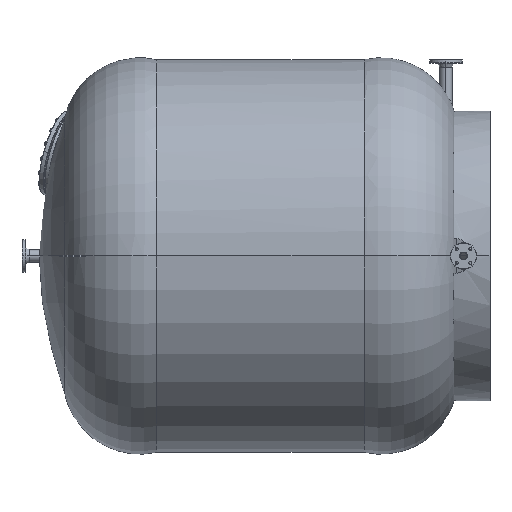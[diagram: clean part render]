
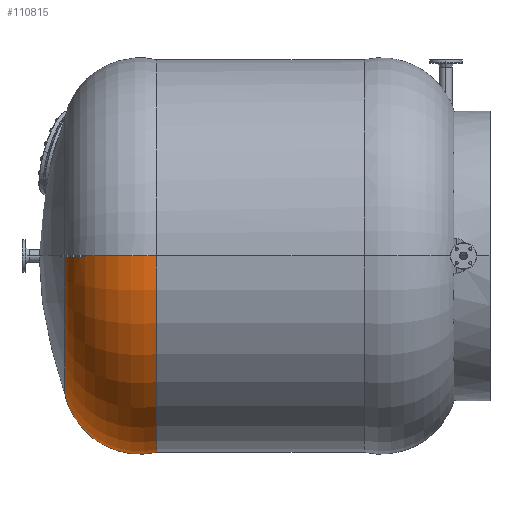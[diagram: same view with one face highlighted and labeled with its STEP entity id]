
A CAD part, left-side view. The second image highlights one B-rep face of the part: STEP entity #110815.
In plain terms, the highlighted toroidal (fillet/blend) face has major radius 687.5 mm and minor radius 435 mm.
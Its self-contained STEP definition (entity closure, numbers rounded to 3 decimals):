
#967 = DIRECTION ( 'NONE',  ( 0.976, -0.218, 0. ) ) ;
#1135 = CARTESIAN_POINT ( 'NONE',  ( 850., 2407.732, -849.999 ) ) ;
#2266 = EDGE_CURVE ( 'NONE', #65816, #29168, #114202, .T. ) ;
#3301 = CARTESIAN_POINT ( 'NONE',  ( -11.933, 2381.458, -853.999 ) ) ;
#3500 = AXIS2_PLACEMENT_3D ( 'NONE', #1135, #81520, #63723 ) ;
#3574 = AXIS2_PLACEMENT_3D ( 'NONE', #35610, #117788, #71971 ) ;
#4279 = DIRECTION ( 'NONE',  ( 0., 0., -1. ) ) ;
#4339 = CARTESIAN_POINT ( 'NONE',  ( 1711.933, 2381.458, -853.999 ) ) ;
#6281 = EDGE_CURVE ( 'NONE', #42106, #20768, #66863, .T. ) ;
#6966 = CARTESIAN_POINT ( 'NONE',  ( 1085.975, 1136.654, -849.999 ) ) ;
#8896 = VERTEX_POINT ( 'NONE', #41880 ) ;
#9286 = CIRCLE ( 'NONE', #3574, 435. ) ;
#9915 = EDGE_CURVE ( 'NONE', #75623, #84995, #77985, .T. ) ;
#10075 = CARTESIAN_POINT ( 'NONE',  ( 1844.22, 2291.419, -853.999 ) ) ;
#13814 = CARTESIAN_POINT ( 'NONE',  ( -11.935, 2381.461, -849.999 ) ) ;
#16768 = DIRECTION ( 'NONE',  ( 1., 0., 0. ) ) ;
#17065 = ORIENTED_EDGE ( 'NONE', *, *, #6281, .F. ) ;
#19013 = AXIS2_PLACEMENT_3D ( 'NONE', #96137, #106827, #25279 ) ;
#19043 = VERTEX_POINT ( 'NONE', #96110 ) ;
#20768 = VERTEX_POINT ( 'NONE', #22070 ) ;
#21068 = CARTESIAN_POINT ( 'NONE',  ( 1711.934, 2381.46, -851.332 ) ) ;
#21085 = EDGE_CURVE ( 'NONE', #19043, #8896, #115789, .T. ) ;
#21110 =( BOUNDED_CURVE ( )  B_SPLINE_CURVE ( 3, ( #3301, #39703, #21802, #94414 ),
 .UNSPECIFIED., .F., .T. ) 
 B_SPLINE_CURVE_WITH_KNOTS ( ( 4, 4 ),
 ( 2.476, 2.846 ),
 .UNSPECIFIED. ) 
 CURVE ( )  GEOMETRIC_REPRESENTATION_ITEM ( )  RATIONAL_B_SPLINE_CURVE ( ( 1., 0.989, 0.989, 1. ) ) 
 REPRESENTATION_ITEM ( '' )  );
#21802 = CARTESIAN_POINT ( 'NONE',  ( -105.962, 2329.463, -853.999 ) ) ;
#22070 = CARTESIAN_POINT ( 'NONE',  ( 1844.223, 2291.424, -849.999 ) ) ;
#22218 = EDGE_CURVE ( 'NONE', #29168, #75623, #21110, .T. ) ;
#22227 = DIRECTION ( 'NONE',  ( 0., 1., 0. ) ) ;
#23179 = ORIENTED_EDGE ( 'NONE', *, *, #105440, .T. ) ;
#24346 = AXIS2_PLACEMENT_3D ( 'NONE', #46370, #75441, #109419 ) ;
#24745 = CARTESIAN_POINT ( 'NONE',  ( -11.933, 2381.458, -853.999 ) ) ;
#25279 = DIRECTION ( 'NONE',  ( -0.549, 0.836, -0.003 ) ) ;
#26975 = CIRCLE ( 'NONE', #103048, 435. ) ;
#28570 = CARTESIAN_POINT ( 'NONE',  ( 1711.933, 2381.458, -853.999 ) ) ;
#28755 = CARTESIAN_POINT ( 'NONE',  ( -144.223, 2291.424, -849.999 ) ) ;
#29168 = VERTEX_POINT ( 'NONE', #24745 ) ;
#32969 = ORIENTED_EDGE ( 'NONE', *, *, #36040, .T. ) ;
#34765 = TOROIDAL_SURFACE ( 'NONE', #74703, 687.5, 435. ) ;
#35189 = ORIENTED_EDGE ( 'NONE', *, *, #111494, .T. ) ;
#35603 = B_SPLINE_CURVE_WITH_KNOTS ( 'NONE', 3,
 ( #4339, #103225, #21068, #113346 ),
 .UNSPECIFIED., .F., .F.,
 ( 4, 4 ),
 ( 0., 1. ),
 .UNSPECIFIED. ) ;
#35610 = CARTESIAN_POINT ( 'NONE',  ( 1537.5, 1982.967, -849.999 ) ) ;
#36040 = EDGE_CURVE ( 'NONE', #41894, #84995, #41552, .T. ) ;
#39703 = CARTESIAN_POINT ( 'NONE',  ( -61.359, 2359.821, -853.999 ) ) ;
#40292 =( BOUNDED_CURVE ( )  B_SPLINE_CURVE ( 3, ( #10075, #110712, #45891, #28570 ),
 .UNSPECIFIED., .F., .T. ) 
 B_SPLINE_CURVE_WITH_KNOTS ( ( 4, 4 ),
 ( 0.256, 0.626 ),
 .UNSPECIFIED. ) 
 CURVE ( )  GEOMETRIC_REPRESENTATION_ITEM ( )  RATIONAL_B_SPLINE_CURVE ( ( 1., 0.989, 0.989, 1. ) ) 
 REPRESENTATION_ITEM ( '' )  );
#40685 = DIRECTION ( 'NONE',  ( -0.401, 0.916, 0. ) ) ;
#41552 = CIRCLE ( 'NONE', #24346, 435. ) ;
#41880 = CARTESIAN_POINT ( 'NONE',  ( 68.695, 2407.732, -849.999 ) ) ;
#41894 = VERTEX_POINT ( 'NONE', #80223 ) ;
#42106 = VERTEX_POINT ( 'NONE', #102785 ) ;
#43262 = CARTESIAN_POINT ( 'NONE',  ( -144.22, 2291.419, -853.999 ) ) ;
#43902 = CARTESIAN_POINT ( 'NONE',  ( 1844.22, 2291.419, -853.999 ) ) ;
#45891 = CARTESIAN_POINT ( 'NONE',  ( 1761.359, 2359.821, -853.999 ) ) ;
#46370 = CARTESIAN_POINT ( 'NONE',  ( 162.5, 1982.967, -849.999 ) ) ;
#47381 = EDGE_CURVE ( 'NONE', #110413, #76838, #40292, .T. ) ;
#50198 = CARTESIAN_POINT ( 'NONE',  ( -11.933, 2381.459, -852.666 ) ) ;
#50274 = DIRECTION ( 'NONE',  ( 1., 0., 0. ) ) ;
#51354 = ORIENTED_EDGE ( 'NONE', *, *, #102923, .F. ) ;
#52218 = ORIENTED_EDGE ( 'NONE', *, *, #21085, .F. ) ;
#53492 = AXIS2_PLACEMENT_3D ( 'NONE', #111692, #55789, #967 ) ;
#55789 = DIRECTION ( 'NONE',  ( 0., 0., 1. ) ) ;
#58932 = CIRCLE ( 'NONE', #77912, 1381.461 ) ;
#60040 = DIRECTION ( 'NONE',  ( 0.549, 0.836, 0. ) ) ;
#63406 = ORIENTED_EDGE ( 'NONE', *, *, #63980, .F. ) ;
#63608 = AXIS2_PLACEMENT_3D ( 'NONE', #68714, #22227, #50274 ) ;
#63723 = DIRECTION ( 'NONE',  ( 1., 0., 0. ) ) ;
#63980 = EDGE_CURVE ( 'NONE', #20768, #110413, #58932, .T. ) ;
#65186 = CARTESIAN_POINT ( 'NONE',  ( -11.935, 2381.461, -849.999 ) ) ;
#65816 = VERTEX_POINT ( 'NONE', #65186 ) ;
#66118 = ORIENTED_EDGE ( 'NONE', *, *, #2266, .F. ) ;
#66863 = CIRCLE ( 'NONE', #53492, 435. ) ;
#68042 = CARTESIAN_POINT ( 'NONE',  ( -11.933, 2381.458, -853.999 ) ) ;
#68318 = CARTESIAN_POINT ( 'NONE',  ( 1711.935, 2381.461, -849.999 ) ) ;
#68714 = CARTESIAN_POINT ( 'NONE',  ( 850., 1887.968, -849.999 ) ) ;
#71971 = DIRECTION ( 'NONE',  ( 0.401, 0.916, 0. ) ) ;
#72273 = ORIENTED_EDGE ( 'NONE', *, *, #22218, .F. ) ;
#73105 = ORIENTED_EDGE ( 'NONE', *, *, #94240, .F. ) ;
#74377 = EDGE_LOOP ( 'NONE', ( #63406, #17065, #35189, #32969, #106606, #72273, #66118, #23179, #52218, #51354, #73105, #99790 ) ) ;
#74703 = AXIS2_PLACEMENT_3D ( 'NONE', #90023, #108484, #16768 ) ;
#75441 = DIRECTION ( 'NONE',  ( 0., 0., -1. ) ) ;
#75623 = VERTEX_POINT ( 'NONE', #43262 ) ;
#76838 = VERTEX_POINT ( 'NONE', #109614 ) ;
#77912 = AXIS2_PLACEMENT_3D ( 'NONE', #6966, #105254, #60040 ) ;
#77985 = CIRCLE ( 'NONE', #19013, 1381.461 ) ;
#80223 = CARTESIAN_POINT ( 'NONE',  ( -262., 1887.968, -849.999 ) ) ;
#81520 = DIRECTION ( 'NONE',  ( 0., 1., 0. ) ) ;
#84995 = VERTEX_POINT ( 'NONE', #28755 ) ;
#85868 = CARTESIAN_POINT ( 'NONE',  ( 162.5, 1982.967, -849.999 ) ) ;
#86430 = CARTESIAN_POINT ( 'NONE',  ( -11.934, 2381.46, -851.332 ) ) ;
#90023 = CARTESIAN_POINT ( 'NONE',  ( 850., 1982.967, -849.999 ) ) ;
#94240 = EDGE_CURVE ( 'NONE', #76838, #103386, #35603, .T. ) ;
#94414 = CARTESIAN_POINT ( 'NONE',  ( -144.22, 2291.419, -853.999 ) ) ;
#96110 = CARTESIAN_POINT ( 'NONE',  ( 1631.305, 2407.732, -849.999 ) ) ;
#96137 = CARTESIAN_POINT ( 'NONE',  ( 614.025, 1136.654, -849.999 ) ) ;
#98945 = FACE_OUTER_BOUND ( 'NONE', #74377, .T. ) ;
#99790 = ORIENTED_EDGE ( 'NONE', *, *, #47381, .F. ) ;
#102785 = CARTESIAN_POINT ( 'NONE',  ( 1962., 1887.968, -849.999 ) ) ;
#102923 = EDGE_CURVE ( 'NONE', #103386, #19043, #9286, .T. ) ;
#103048 = AXIS2_PLACEMENT_3D ( 'NONE', #85868, #4279, #40685 ) ;
#103225 = CARTESIAN_POINT ( 'NONE',  ( 1711.933, 2381.459, -852.666 ) ) ;
#103386 = VERTEX_POINT ( 'NONE', #68318 ) ;
#105254 = DIRECTION ( 'NONE',  ( -0.836, 0.549, 0. ) ) ;
#105440 = EDGE_CURVE ( 'NONE', #65816, #8896, #26975, .T. ) ;
#106606 = ORIENTED_EDGE ( 'NONE', *, *, #9915, .F. ) ;
#106827 = DIRECTION ( 'NONE',  ( 0.836, 0.549, 0. ) ) ;
#108484 = DIRECTION ( 'NONE',  ( 0., 1., 0. ) ) ;
#109419 = DIRECTION ( 'NONE',  ( -0.976, -0.218, 0. ) ) ;
#109614 = CARTESIAN_POINT ( 'NONE',  ( 1711.933, 2381.458, -853.999 ) ) ;
#110413 = VERTEX_POINT ( 'NONE', #43902 ) ;
#110712 = CARTESIAN_POINT ( 'NONE',  ( 1805.962, 2329.463, -853.999 ) ) ;
#110815 = ADVANCED_FACE ( 'NONE', ( #98945 ), #34765, .T. ) ;
#111084 = CIRCLE ( 'NONE', #63608, 1112. ) ;
#111494 = EDGE_CURVE ( 'NONE', #42106, #41894, #111084, .T. ) ;
#111692 = CARTESIAN_POINT ( 'NONE',  ( 1537.5, 1982.967, -849.999 ) ) ;
#113346 = CARTESIAN_POINT ( 'NONE',  ( 1711.935, 2381.461, -849.999 ) ) ;
#114202 = B_SPLINE_CURVE_WITH_KNOTS ( 'NONE', 3,
 ( #13814, #86430, #50198, #68042 ),
 .UNSPECIFIED., .F., .F.,
 ( 4, 4 ),
 ( 0., 1. ),
 .UNSPECIFIED. ) ;
#115789 = CIRCLE ( 'NONE', #3500, 781.305 ) ;
#117788 = DIRECTION ( 'NONE',  ( 0., 0., 1. ) ) ;
